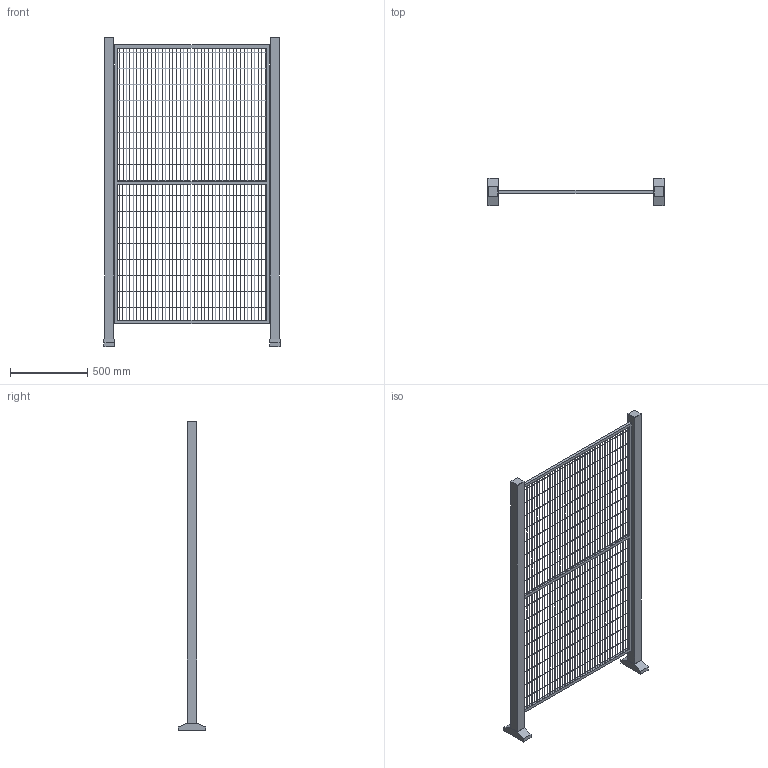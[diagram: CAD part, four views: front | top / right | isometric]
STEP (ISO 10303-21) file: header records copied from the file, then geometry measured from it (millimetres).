
FILE_DESCRIPTION(/* description */ (''),/* implementation_level */ '2;1');
FILE_NAME(/* name */ 'GSAA1000_20210629.stp',/* time_stamp */ '2021-06-29T13:13:34+09:00',/* author */ (''),/* organization */ (''),/* preprocessor_version */ 'ST-DEVELOPER v16.7',/* originating_system */ 'SIEMENS PLM Software NX 12.0',/* authorisation */ '');
FILE_SCHEMA (('AUTOMOTIVE_DESIGN { 1 0 10303 214 3 1 1 1 }'));
Length unit declared in the file: millimetre
Products named in the file (3): post_1000; GSAA1000_1; GSAA1000
Assembly tree (3 placements, depth 2):
  GSAA1000
    GSAA1000_1
    post_1000  x2
Bounding box: 1138 x 180 x 2000 mm (x, y, z)
Volume: 18287827.6 mm3; surface area: 2420790.4 mm2
Topology: 64 solids, 64 shells, 249 faces, 353 edges, 236 vertices
Faces by surface type: plane 180, cylinder 69
Full cylindrical faces by diameter (mm): 3 x61
Entity records: 4601 total; most frequent: DIRECTION 800, CARTESIAN_POINT 637, ORIENTED_EDGE 448, AXIS2_PLACEMENT_3D 353, EDGE_LOOP 294, EDGE_CURVE 224, ADVANCED_FACE 219, VERTEX_POINT 190
